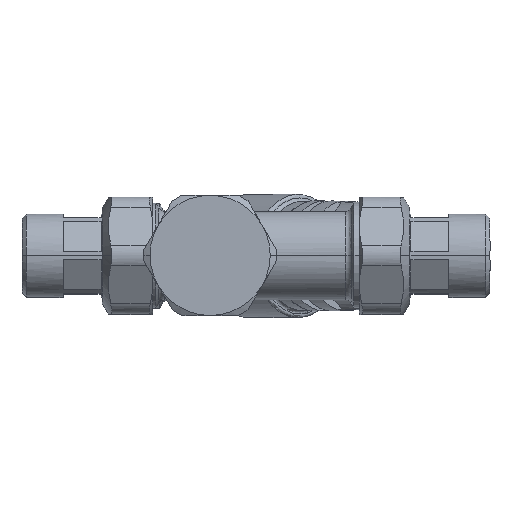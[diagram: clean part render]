
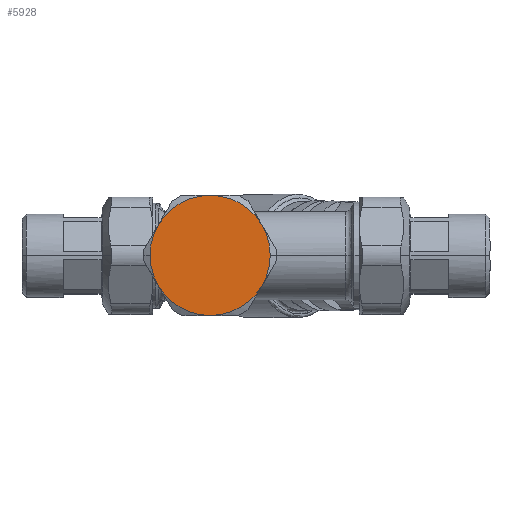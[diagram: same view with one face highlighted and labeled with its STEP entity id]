
A CAD part, top view. The second image highlights one B-rep face of the part: STEP entity #5928.
In plain terms, the highlighted planar face has unit normal (0, 0, 1).
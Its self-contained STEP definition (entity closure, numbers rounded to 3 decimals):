
#821=FACE_OUTER_BOUND($,#1200,.T.);
#1200=EDGE_LOOP($,(#4629,#4630,#4631,#4632,#4633,#4634,#4635,#4636));
#2166=CIRCLE($,#6393,19.);
#2167=CIRCLE($,#6395,19.);
#2168=CIRCLE($,#6397,19.);
#2169=CIRCLE($,#6399,19.);
#2170=CIRCLE($,#6401,19.);
#2171=CIRCLE($,#6403,19.);
#2172=CIRCLE($,#6405,19.);
#2173=CIRCLE($,#6407,19.);
#2538=VERTEX_POINT($,#10535);
#2539=VERTEX_POINT($,#10536);
#2542=VERTEX_POINT($,#10550);
#2546=VERTEX_POINT($,#10565);
#2548=VERTEX_POINT($,#10576);
#2551=VERTEX_POINT($,#10588);
#2552=VERTEX_POINT($,#10589);
#2555=VERTEX_POINT($,#10603);
#3257=EDGE_CURVE($,#2538,#2539,#2166,.T.);
#3261=EDGE_CURVE($,#2542,#2538,#2167,.T.);
#3268=EDGE_CURVE($,#2546,#2542,#2168,.T.);
#3270=EDGE_CURVE($,#2539,#2548,#2169,.T.);
#3273=EDGE_CURVE($,#2551,#2552,#2170,.T.);
#3277=EDGE_CURVE($,#2555,#2551,#2171,.T.);
#3281=EDGE_CURVE($,#2552,#2546,#2172,.T.);
#3286=EDGE_CURVE($,#2548,#2555,#2173,.T.);
#4629=ORIENTED_EDGE($,*,*,#3286,.T.);
#4630=ORIENTED_EDGE($,*,*,#3277,.T.);
#4631=ORIENTED_EDGE($,*,*,#3273,.T.);
#4632=ORIENTED_EDGE($,*,*,#3281,.T.);
#4633=ORIENTED_EDGE($,*,*,#3268,.T.);
#4634=ORIENTED_EDGE($,*,*,#3261,.T.);
#4635=ORIENTED_EDGE($,*,*,#3257,.T.);
#4636=ORIENTED_EDGE($,*,*,#3270,.T.);
#5656=PLANE($,#6423);
#5928=ADVANCED_FACE($,(#821),#5656,.T.);
#6393=AXIS2_PLACEMENT_3D($,#10537,#7345,#7346);
#6395=AXIS2_PLACEMENT_3D($,#10551,#7349,#7350);
#6397=AXIS2_PLACEMENT_3D($,#10574,#7354,#7355);
#6399=AXIS2_PLACEMENT_3D($,#10579,#7359,#7360);
#6401=AXIS2_PLACEMENT_3D($,#10590,#7363,#7364);
#6403=AXIS2_PLACEMENT_3D($,#10604,#7367,#7368);
#6405=AXIS2_PLACEMENT_3D($,#10617,#7371,#7372);
#6407=AXIS2_PLACEMENT_3D($,#10633,#7375,#7376);
#6423=AXIS2_PLACEMENT_3D($,#10663,#7419,#7420);
#7345=DIRECTION('center_axis',(0.,0.,1.));
#7346=DIRECTION('ref_axis',(-0.809,0.588,0.));
#7349=DIRECTION('center_axis',(0.,0.,1.));
#7350=DIRECTION('ref_axis',(-0.809,0.588,0.));
#7354=DIRECTION('center_axis',(0.,0.,1.));
#7355=DIRECTION('ref_axis',(-0.809,0.588,0.));
#7359=DIRECTION('center_axis',(0.,0.,1.));
#7360=DIRECTION('ref_axis',(-0.809,0.588,0.));
#7363=DIRECTION('center_axis',(0.,0.,1.));
#7364=DIRECTION('ref_axis',(-0.809,0.588,0.));
#7367=DIRECTION('center_axis',(0.,0.,1.));
#7368=DIRECTION('ref_axis',(-0.809,0.588,0.));
#7371=DIRECTION('center_axis',(0.,0.,1.));
#7372=DIRECTION('ref_axis',(-0.809,0.588,0.));
#7375=DIRECTION('center_axis',(0.,0.,1.));
#7376=DIRECTION('ref_axis',(-0.809,0.588,0.));
#7419=DIRECTION('center_axis',(0.,0.,1.));
#7420=DIRECTION('ref_axis',(0.,1.,0.));
#10535=CARTESIAN_POINT('',(0.,-19.,144.));
#10536=CARTESIAN_POINT('',(16.454,-9.5,144.));
#10537=CARTESIAN_POINT('Origin',(0.,0.,
144.));
#10550=CARTESIAN_POINT('',(-16.454,-9.5,144.));
#10551=CARTESIAN_POINT('Origin',(0.,0.,
144.));
#10565=CARTESIAN_POINT('',(-19.,0.,144.));
#10574=CARTESIAN_POINT('Origin',(0.,0.,
144.));
#10576=CARTESIAN_POINT('',(19.,0.,144.));
#10579=CARTESIAN_POINT('Origin',(0.,0.,
144.));
#10588=CARTESIAN_POINT('',(0.,19.,144.));
#10589=CARTESIAN_POINT('',(-16.454,9.5,144.));
#10590=CARTESIAN_POINT('Origin',(0.,0.,
144.));
#10603=CARTESIAN_POINT('',(16.454,9.5,144.));
#10604=CARTESIAN_POINT('Origin',(0.,0.,
144.));
#10617=CARTESIAN_POINT('Origin',(0.,0.,
144.));
#10633=CARTESIAN_POINT('Origin',(0.,0.,
144.));
#10663=CARTESIAN_POINT('Origin',(20.927,1.754,144.));
